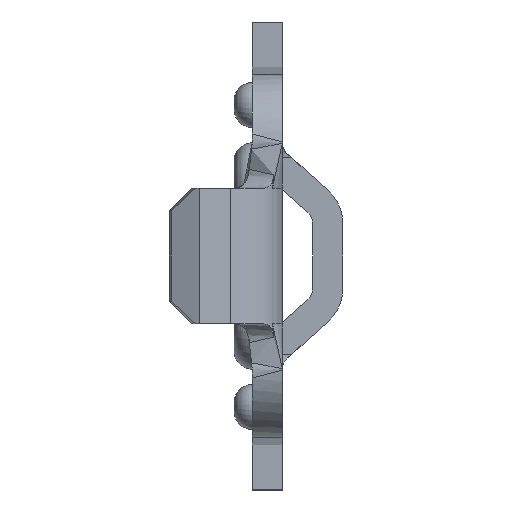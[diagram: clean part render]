
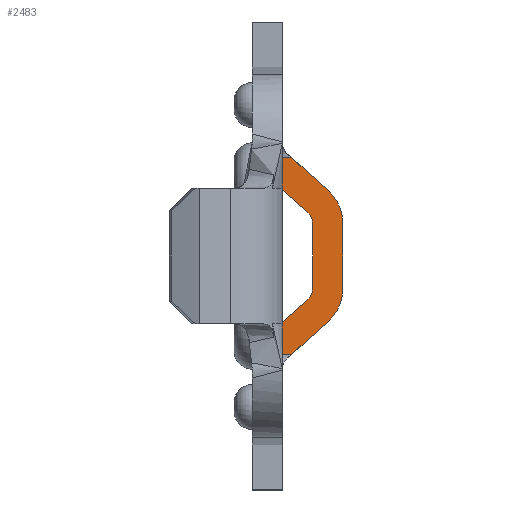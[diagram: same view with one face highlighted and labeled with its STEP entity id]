
A CAD part, left-side view. The second image highlights one B-rep face of the part: STEP entity #2483.
In plain terms, the highlighted planar face has unit normal (-1, 0, 0).
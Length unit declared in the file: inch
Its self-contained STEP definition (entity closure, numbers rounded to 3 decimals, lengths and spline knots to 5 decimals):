
#94 = EDGE_CURVE ( 'NONE', #4721, #3149, #4061, .T. ) ;
#102 = ORIENTED_EDGE ( 'NONE', *, *, #1517, .T. ) ;
#120 = ORIENTED_EDGE ( 'NONE', *, *, #3267, .T. ) ;
#139 = CARTESIAN_POINT ( 'NONE',  ( -0.315, -0.02, -0.02152 ) ) ;
#142 = DIRECTION ( 'NONE',  ( 0., 0., 1. ) ) ;
#193 = VECTOR ( 'NONE', #1270, 39.37008 ) ;
#199 = CARTESIAN_POINT ( 'NONE',  ( -0.315, -0.00336, -0.06752 ) ) ;
#300 = DIRECTION ( 'NONE',  ( -1., 0., 0. ) ) ;
#306 = VERTEX_POINT ( 'NONE', #5338 ) ;
#326 = EDGE_CURVE ( 'NONE', #799, #1140, #3053, .T. ) ;
#333 = CARTESIAN_POINT ( 'NONE',  ( -0.315, -0.04, 0.02152 ) ) ;
#408 = LINE ( 'NONE', #4353, #3785 ) ;
#424 = DIRECTION ( 'NONE',  ( -1., 0., 0. ) ) ;
#485 = CARTESIAN_POINT ( 'NONE',  ( -0.315, -0.0062, -0.065 ) ) ;
#487 = ORIENTED_EDGE ( 'NONE', *, *, #5651, .T. ) ;
#566 = ORIENTED_EDGE ( 'NONE', *, *, #641, .T. ) ;
#572 = VERTEX_POINT ( 'NONE', #485 ) ;
#641 = EDGE_CURVE ( 'NONE', #3673, #799, #5014, .T. ) ;
#655 = DIRECTION ( 'NONE',  ( 0., -1., 0. ) ) ;
#662 = CARTESIAN_POINT ( 'NONE',  ( -0.315, -0.02, 0.02152 ) ) ;
#727 = VECTOR ( 'NONE', #655, 39.37008 ) ;
#796 = LINE ( 'NONE', #199, #2982 ) ;
#799 = VERTEX_POINT ( 'NONE', #2875 ) ;
#850 = ORIENTED_EDGE ( 'NONE', *, *, #94, .T. ) ;
#875 = CARTESIAN_POINT ( 'NONE',  ( -0.315, -0.00336, 0.06752 ) ) ;
#898 = ORIENTED_EDGE ( 'NONE', *, *, #3320, .T. ) ;
#1042 = CARTESIAN_POINT ( 'NONE',  ( -0.315, 0.01828, -0.065 ) ) ;
#1066 = FACE_OUTER_BOUND ( 'NONE', #1924, .T. ) ;
#1090 = DIRECTION ( 'NONE',  ( 0., 0., -1. ) ) ;
#1108 = VERTEX_POINT ( 'NONE', #2115 ) ;
#1140 = VERTEX_POINT ( 'NONE', #333 ) ;
#1231 = EDGE_CURVE ( 'NONE', #3149, #1108, #408, .T. ) ;
#1255 = ORIENTED_EDGE ( 'NONE', *, *, #5347, .T. ) ;
#1270 = DIRECTION ( 'NONE',  ( 0., 0.748, 0.664 ) ) ;
#1272 = ORIENTED_EDGE ( 'NONE', *, *, #1231, .T. ) ;
#1422 = CARTESIAN_POINT ( 'NONE',  ( -0.315, -0.01, 0.02152 ) ) ;
#1458 = ORIENTED_EDGE ( 'NONE', *, *, #5594, .T. ) ;
#1517 = EDGE_CURVE ( 'NONE', #3746, #306, #3709, .T. ) ;
#1520 = VECTOR ( 'NONE', #3720, 39.37008 ) ;
#1596 = CIRCLE ( 'NONE', #3259, 0.03 ) ;
#1644 = ORIENTED_EDGE ( 'NONE', *, *, #4055, .T. ) ;
#1660 = AXIS2_PLACEMENT_3D ( 'NONE', #2896, #300, #3353 ) ;
#1680 = DIRECTION ( 'NONE',  ( 0., 0., -1. ) ) ;
#1759 = CARTESIAN_POINT ( 'NONE',  ( -0.315, -0.01664, 0.02899 ) ) ;
#1833 = LINE ( 'NONE', #2899, #4108 ) ;
#1855 = VECTOR ( 'NONE', #5766, 39.37008 ) ;
#1876 = CARTESIAN_POINT ( 'NONE',  ( -0.315, -0.01, -0.02152 ) ) ;
#1888 = CARTESIAN_POINT ( 'NONE',  ( -0.315, -0.01, 0.02152 ) ) ;
#1890 = CARTESIAN_POINT ( 'NONE',  ( -0.315, 0.00992, 0.05256 ) ) ;
#1897 = DIRECTION ( 'NONE',  ( 0., -0.748, 0.664 ) ) ;
#1914 = DIRECTION ( 'NONE',  ( 1., 0., 0. ) ) ;
#1924 = EDGE_LOOP ( 'NONE', ( #102, #3757, #5622, #1644, #1458, #487, #850, #1272, #898, #120, #3088, #566, #2575, #1255 ) ) ;
#2013 = CARTESIAN_POINT ( 'NONE',  ( -0.315, -0.01, -0.02152 ) ) ;
#2031 = DIRECTION ( 'NONE',  ( -1., 0., 0. ) ) ;
#2115 = CARTESIAN_POINT ( 'NONE',  ( -0.315, 0.00992, -0.05256 ) ) ;
#2243 = LINE ( 'NONE', #662, #4697 ) ;
#2283 = DIRECTION ( 'NONE',  ( 0., 0., 1. ) ) ;
#2287 = AXIS2_PLACEMENT_3D ( 'NONE', #1888, #5109, #2332 ) ;
#2332 = DIRECTION ( 'NONE',  ( 0., 0., 1. ) ) ;
#2340 = AXIS2_PLACEMENT_3D ( 'NONE', #1876, #1914, #1680 ) ;
#2433 = DIRECTION ( 'NONE',  ( -1., 0., 0. ) ) ;
#2483 = ADVANCED_FACE ( 'NONE', ( #1066 ), #5526, .T. ) ;
#2552 = CIRCLE ( 'NONE', #1660, 0.03 ) ;
#2575 = ORIENTED_EDGE ( 'NONE', *, *, #326, .T. ) ;
#2604 = AXIS2_PLACEMENT_3D ( 'NONE', #1422, #2740, #142 ) ;
#2698 = AXIS2_PLACEMENT_3D ( 'NONE', #3029, #424, #3497 ) ;
#2738 = CARTESIAN_POINT ( 'NONE',  ( -0.315, -0.01664, -0.02899 ) ) ;
#2740 = DIRECTION ( 'NONE',  ( -1., 0., 0. ) ) ;
#2821 = CARTESIAN_POINT ( 'NONE',  ( -0.315, 0., -0.065 ) ) ;
#2875 = CARTESIAN_POINT ( 'NONE',  ( -0.315, -0.04, -0.02152 ) ) ;
#2896 = CARTESIAN_POINT ( 'NONE',  ( -0.315, -0.01, 0.075 ) ) ;
#2899 = CARTESIAN_POINT ( 'NONE',  ( -0.315, 0.02, 0.065 ) ) ;
#2910 = LINE ( 'NONE', #2821, #727 ) ;
#2982 = VECTOR ( 'NONE', #1897, 39.37008 ) ;
#3029 = CARTESIAN_POINT ( 'NONE',  ( -0.315, -0.01, 0.02152 ) ) ;
#3053 = LINE ( 'NONE', #5720, #1855 ) ;
#3088 = ORIENTED_EDGE ( 'NONE', *, *, #3477, .T. ) ;
#3147 = CARTESIAN_POINT ( 'NONE',  ( -0.315, -0.02, 0.02152 ) ) ;
#3149 = VERTEX_POINT ( 'NONE', #2738 ) ;
#3227 = VERTEX_POINT ( 'NONE', #1042 ) ;
#3259 = AXIS2_PLACEMENT_3D ( 'NONE', #5196, #2433, #5668 ) ;
#3267 = EDGE_CURVE ( 'NONE', #3227, #572, #2910, .T. ) ;
#3297 = VERTEX_POINT ( 'NONE', #4234 ) ;
#3320 = EDGE_CURVE ( 'NONE', #1108, #3227, #1596, .T. ) ;
#3353 = DIRECTION ( 'NONE',  ( 0., 0., 1. ) ) ;
#3354 = DIRECTION ( 'NONE',  ( 0., 1., 0. ) ) ;
#3477 = EDGE_CURVE ( 'NONE', #572, #3673, #796, .T. ) ;
#3497 = DIRECTION ( 'NONE',  ( 0., 0., 1. ) ) ;
#3588 = EDGE_CURVE ( 'NONE', #3297, #4979, #2552, .T. ) ;
#3673 = VERTEX_POINT ( 'NONE', #3884 ) ;
#3709 = LINE ( 'NONE', #875, #193 ) ;
#3720 = DIRECTION ( 'NONE',  ( 0., -0.748, -0.664 ) ) ;
#3743 = CIRCLE ( 'NONE', #2287, 0.01 ) ;
#3746 = VERTEX_POINT ( 'NONE', #5787 ) ;
#3757 = ORIENTED_EDGE ( 'NONE', *, *, #4875, .T. ) ;
#3785 = VECTOR ( 'NONE', #5767, 39.37008 ) ;
#3814 = CIRCLE ( 'NONE', #2698, 0.03 ) ;
#3867 = VERTEX_POINT ( 'NONE', #1759 ) ;
#3884 = CARTESIAN_POINT ( 'NONE',  ( -0.315, -0.02992, -0.04395 ) ) ;
#3908 = LINE ( 'NONE', #1890, #1520 ) ;
#3919 = VERTEX_POINT ( 'NONE', #3147 ) ;
#4055 = EDGE_CURVE ( 'NONE', #4979, #3867, #3908, .T. ) ;
#4061 = CIRCLE ( 'NONE', #2340, 0.01 ) ;
#4108 = VECTOR ( 'NONE', #3354, 39.37008 ) ;
#4234 = CARTESIAN_POINT ( 'NONE',  ( -0.315, 0.01828, 0.065 ) ) ;
#4353 = CARTESIAN_POINT ( 'NONE',  ( -0.315, 0.00992, -0.05256 ) ) ;
#4697 = VECTOR ( 'NONE', #1090, 39.37008 ) ;
#4721 = VERTEX_POINT ( 'NONE', #139 ) ;
#4856 = CARTESIAN_POINT ( 'NONE',  ( -0.315, 0.00992, 0.05256 ) ) ;
#4875 = EDGE_CURVE ( 'NONE', #306, #3297, #1833, .T. ) ;
#4979 = VERTEX_POINT ( 'NONE', #4856 ) ;
#5014 = CIRCLE ( 'NONE', #5336, 0.03 ) ;
#5109 = DIRECTION ( 'NONE',  ( 1., 0., 0. ) ) ;
#5196 = CARTESIAN_POINT ( 'NONE',  ( -0.315, -0.01, -0.075 ) ) ;
#5336 = AXIS2_PLACEMENT_3D ( 'NONE', #2013, #2031, #2283 ) ;
#5338 = CARTESIAN_POINT ( 'NONE',  ( -0.315, -0.0062, 0.065 ) ) ;
#5347 = EDGE_CURVE ( 'NONE', #1140, #3746, #3814, .T. ) ;
#5526 = PLANE ( 'NONE',  #2604 ) ;
#5594 = EDGE_CURVE ( 'NONE', #3867, #3919, #3743, .T. ) ;
#5622 = ORIENTED_EDGE ( 'NONE', *, *, #3588, .T. ) ;
#5651 = EDGE_CURVE ( 'NONE', #3919, #4721, #2243, .T. ) ;
#5668 = DIRECTION ( 'NONE',  ( 0., 0., 1. ) ) ;
#5720 = CARTESIAN_POINT ( 'NONE',  ( -0.315, -0.04, 0.02152 ) ) ;
#5766 = DIRECTION ( 'NONE',  ( 0., 0., 1. ) ) ;
#5767 = DIRECTION ( 'NONE',  ( 0., 0.748, -0.664 ) ) ;
#5787 = CARTESIAN_POINT ( 'NONE',  ( -0.315, -0.02992, 0.04395 ) ) ;
